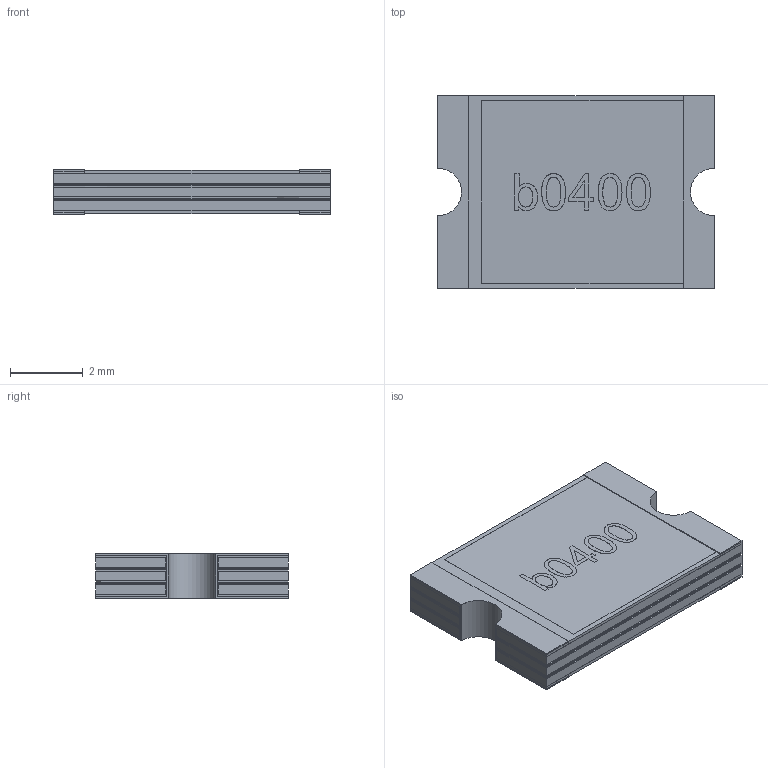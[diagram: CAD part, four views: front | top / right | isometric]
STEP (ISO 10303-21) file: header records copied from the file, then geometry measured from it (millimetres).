
FILE_DESCRIPTION(/* description */ ('STEP AP214'),/* implementation_level */ '2;1');
FILE_NAME(/* name */ '0ZCF0400FF2A',/* time_stamp */ '2025-12-24T15:41:26+01:00',/* author */ ('License CC BY-ND 4.0'),/* organization */ ('CADENAS'),/* preprocessor_version */ 'ST-DEVELOPER v20',/* originating_system */ 'PARTsolutions',/* authorisation */ ' ');
FILE_SCHEMA (('AUTOMOTIVE_DESIGN {1 0 10303 214 3 1 1}'));
Length unit declared in the file: millimetre
Products named in the file (19): 0ZCF0400FF2A; 0ZCF0400FF2A_PART1; 0ZCF0400FF2A_PART2; 0ZCF0400FF2A_PART3; 0ZCF0400FF2A_PART4; 0ZCF0400FF2A_PART5; 0ZCF0400FF2A_PART6; 0ZCF0400FF2A_PART7; 0ZCF0400FF2A_PART8; 0ZCF0400FF2A_PART9; 0ZCF0400FF2A_PART10; 0ZCF0400FF2A_PART11; 0ZCF0400FF2A_PART12; 0ZCF0400FF2A_PART13; 0ZCF0400FF2A_PART14; 0ZCF0400FF2A_PART15; 0ZCF0400FF2A_PART16; 0ZCF0400FF2A_PART17; 0ZCF0400FF2A_PART18
Assembly tree (23 placements, depth 2):
  0ZCF0400FF2A
    0ZCF0400FF2A_PART1  x2
    0ZCF0400FF2A_PART2  x2
    0ZCF0400FF2A_PART3  x2
    0ZCF0400FF2A_PART4  x2
    0ZCF0400FF2A_PART5  x2
    0ZCF0400FF2A_PART6
    0ZCF0400FF2A_PART7
    0ZCF0400FF2A_PART8
    0ZCF0400FF2A_PART9
    0ZCF0400FF2A_PART10
    0ZCF0400FF2A_PART11
    0ZCF0400FF2A_PART12
    0ZCF0400FF2A_PART13
    0ZCF0400FF2A_PART14
    0ZCF0400FF2A_PART15
    0ZCF0400FF2A_PART16
    0ZCF0400FF2A_PART17
    0ZCF0400FF2A_PART18
Bounding box: 7.6 x 5.3 x 1.22 mm (x, y, z)
Volume: 46 mm3; surface area: 1033.4 mm2
Topology: 23 solids, 23 shells, 404 faces, 1074 edges, 716 vertices
Faces by surface type: plane 218, bspline 152, cylinder 34
Entity records: 10426 total; most frequent: CARTESIAN_POINT 2930, ORIENTED_EDGE 1578, DIRECTION 1199, EDGE_CURVE 789, LINE 569, VECTOR 569, VERTEX_POINT 526, AXIS2_PLACEMENT_3D 315
